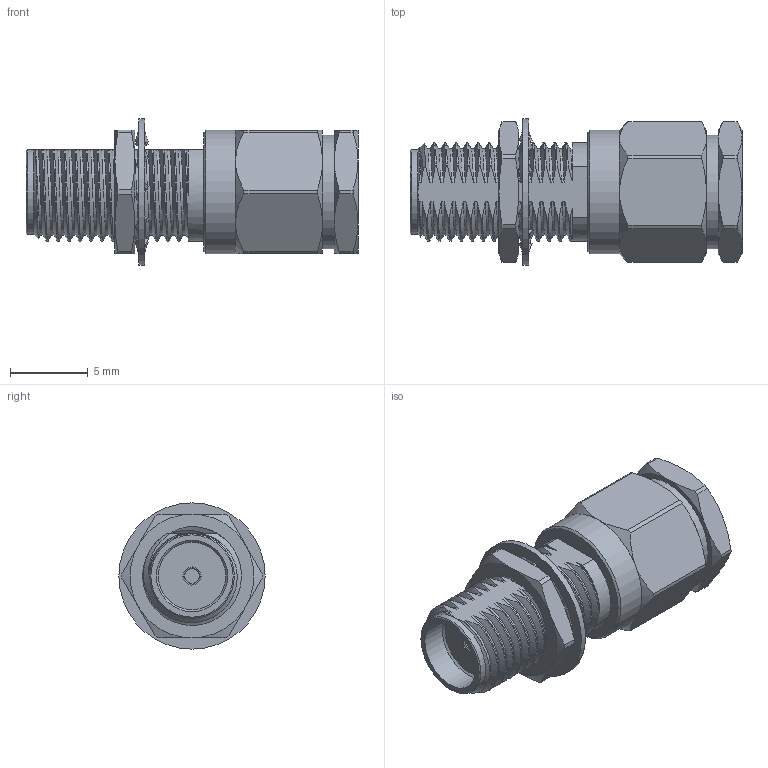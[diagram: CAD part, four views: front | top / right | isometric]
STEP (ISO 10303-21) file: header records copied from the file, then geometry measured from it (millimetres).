
FILE_DESCRIPTION (( 'STEP AP203' ), '1' );
FILE_NAME ('PE4032_3D.step', '2021-05-13T16:24:54', ( '' ), ( '' ), 'SwSTEP 2.0', 'SolidWorks 2020', '' );
FILE_SCHEMA (( 'CONFIG_CONTROL_DESIGN' ));
Length unit declared in the file: inch
Products named in the file (1): PE4032_3D
Bounding box: 21.34 x 9.4 x 9.4 mm (x, y, z)
Volume: 803.6 mm3; surface area: 970.9 mm2
Topology: 3 solids, 3 shells, 230 faces, 647 edges, 430 vertices
Faces by surface type: bspline 88, cylinder 52, plane 46, cone 44
Full cylindrical faces by diameter (mm): 0.914 x1, 1.168 x1, 3.048 x1, 4.572 x1, 5.436 x1, 7.287 x1, 7.938 x1, 9.398 x1
Entity records: 25266 total; most frequent: CARTESIAN_POINT 20206, ORIENTED_EDGE 1268, DIRECTION 731, EDGE_CURVE 634, VERTEX_POINT 430, AXIS2_PLACEMENT_3D 285, EDGE_LOOP 254, B_SPLINE_CURVE_WITH_KNOTS 241
